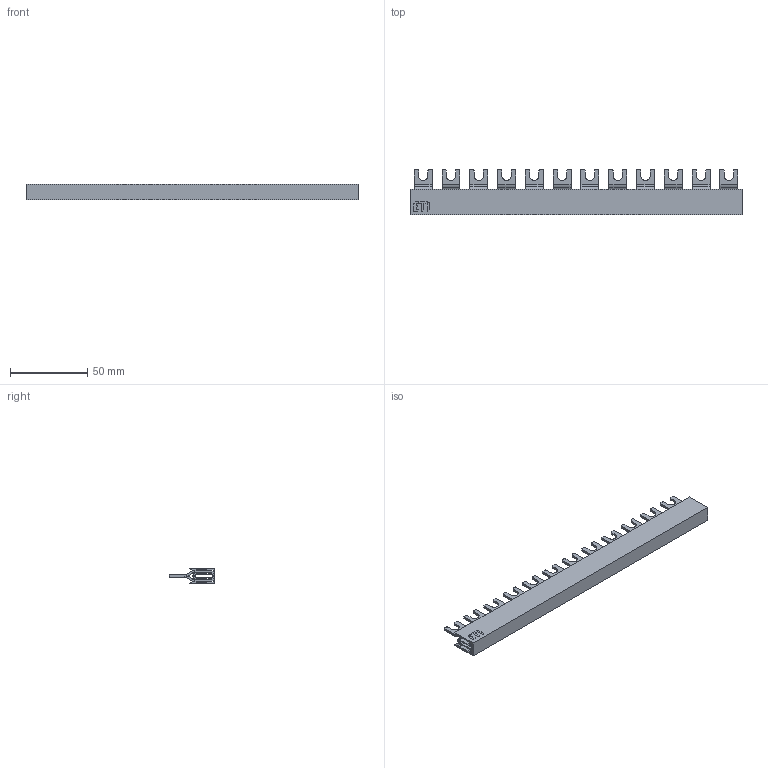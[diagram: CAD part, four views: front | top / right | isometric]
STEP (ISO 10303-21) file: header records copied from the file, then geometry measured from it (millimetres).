
FILE_DESCRIPTION((''),'2;1');
FILE_NAME('IZ16_2F_ASM','2021-04-02T',('marketing.praksa'),('Audax d.o.o.'),'CREO PARAMETRIC BY PTC INC, 2017480','CREO PARAMETRIC BY PTC INC, 2017480','');
FILE_SCHEMA(('AUTOMOTIVE_DESIGN { 1 0 10303 214 1 1 1 1 }'));
Length unit declared in the file: millimetre
Products named in the file (4): S2F-16_02_01_; PRT0115; BASE_WL; IZ16_2F_ASM
Assembly tree (4 placements, depth 2):
  IZ16_2F_ASM
    S2F-16_02_01_  x2
    PRT0115
    BASE_WL
Bounding box: 215 x 29.43 x 10.2 mm (x, y, z)
Volume: 24948.2 mm3; surface area: 43885.9 mm2
Topology: 6 solids, 6 shells, 565 faces, 1458 edges, 908 vertices
Faces by surface type: plane 346, cylinder 179, bspline 40
Entity records: 16424 total; most frequent: CARTESIAN_POINT 2380, DIRECTION 1896, ORIENTED_EDGE 1848, PRESENTATION_STYLE_ASSIGNMENT 1132, STYLED_ITEM 1132, EDGE_CURVE 924, CURVE_STYLE 780, VECTOR 634
